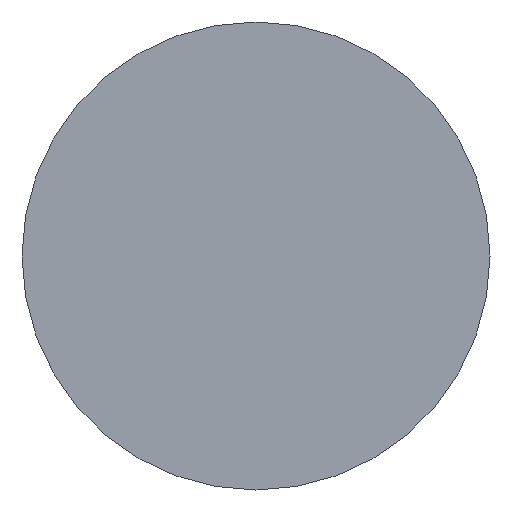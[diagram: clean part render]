
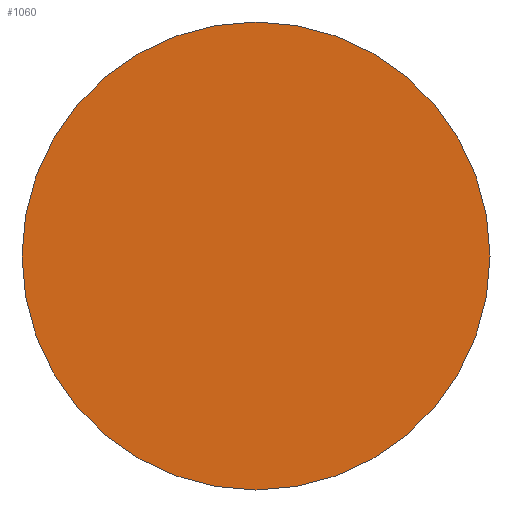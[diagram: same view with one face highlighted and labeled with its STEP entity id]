
A CAD part, left-side view. The second image highlights one B-rep face of the part: STEP entity #1060.
In plain terms, the highlighted planar face has unit normal (-1, 0, 0).
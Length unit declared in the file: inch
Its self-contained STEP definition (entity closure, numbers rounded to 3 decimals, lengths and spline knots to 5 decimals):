
#292 = EDGE_CURVE ( 'NONE', #1866, #515, #3373, .T. ) ;
#369 = DIRECTION ( 'NONE',  ( -1., 0., 0. ) ) ;
#515 = VERTEX_POINT ( 'NONE', #3606 ) ;
#944 = CARTESIAN_POINT ( 'NONE',  ( 0., 0., -2.625 ) ) ;
#951 = PLANE ( 'NONE',  #1031 ) ;
#974 = DIRECTION ( 'NONE',  ( 0., 0., -1. ) ) ;
#1031 = AXIS2_PLACEMENT_3D ( 'NONE', #4046, #1307, #974 ) ;
#1060 = ADVANCED_FACE ( 'NONE', ( #1854 ), #951, .F. ) ;
#1307 = DIRECTION ( 'NONE',  ( 1., 0., 0. ) ) ;
#1387 = EDGE_CURVE ( 'NONE', #515, #1866, #3216, .T. ) ;
#1618 = CARTESIAN_POINT ( 'NONE',  ( 0., 0., 0. ) ) ;
#1854 = FACE_OUTER_BOUND ( 'NONE', #3640, .T. ) ;
#1866 = VERTEX_POINT ( 'NONE', #944 ) ;
#1930 = DIRECTION ( 'NONE',  ( 0., 0., 1. ) ) ;
#2213 = AXIS2_PLACEMENT_3D ( 'NONE', #3836, #4075, #1930 ) ;
#2595 = AXIS2_PLACEMENT_3D ( 'NONE', #1618, #369, #2801 ) ;
#2801 = DIRECTION ( 'NONE',  ( 0., 0., 1. ) ) ;
#3100 = ORIENTED_EDGE ( 'NONE', *, *, #1387, .T. ) ;
#3216 = CIRCLE ( 'NONE', #2213, 2.625 ) ;
#3373 = CIRCLE ( 'NONE', #2595, 2.625 ) ;
#3523 = ORIENTED_EDGE ( 'NONE', *, *, #292, .T. ) ;
#3606 = CARTESIAN_POINT ( 'NONE',  ( 0., 0., 2.625 ) ) ;
#3640 = EDGE_LOOP ( 'NONE', ( #3100, #3523 ) ) ;
#3836 = CARTESIAN_POINT ( 'NONE',  ( 0., 0., 0. ) ) ;
#4046 = CARTESIAN_POINT ( 'NONE',  ( 0., 2.625, 0. ) ) ;
#4075 = DIRECTION ( 'NONE',  ( -1., 0., 0. ) ) ;
